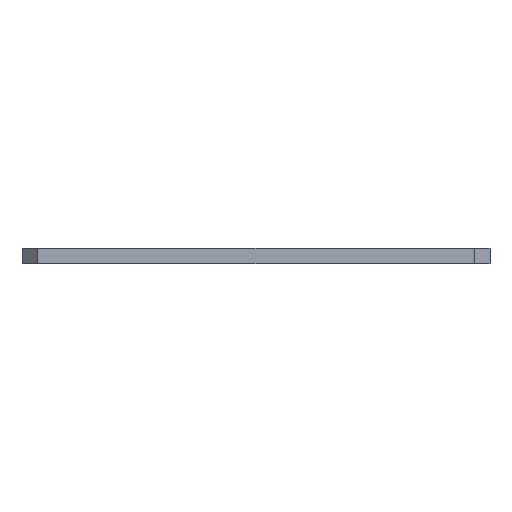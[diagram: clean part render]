
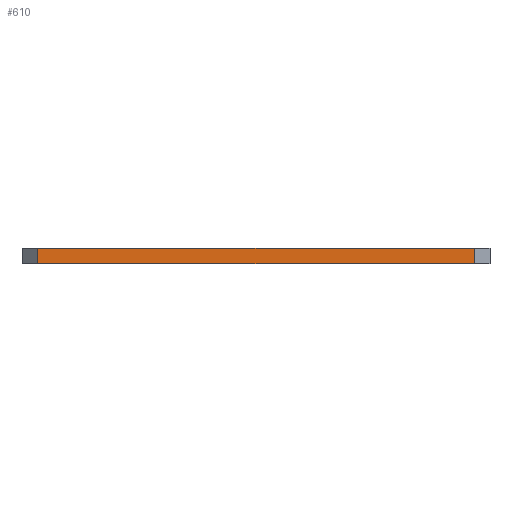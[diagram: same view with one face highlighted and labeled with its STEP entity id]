
A CAD part, front view. The second image highlights one B-rep face of the part: STEP entity #610.
In plain terms, the highlighted planar face has unit normal (0, -1, 0).
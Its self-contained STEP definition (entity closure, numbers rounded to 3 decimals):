
#84 = DIRECTION ( 'NONE',  ( 0., 0., -1. ) ) ;
#158 = ORIENTED_EDGE ( 'NONE', *, *, #1084, .F. ) ;
#160 = LINE ( 'NONE', #986, #766 ) ;
#162 = CARTESIAN_POINT ( 'NONE',  ( 58., -80., 0. ) ) ;
#194 = CARTESIAN_POINT ( 'NONE',  ( 0., -80., -2. ) ) ;
#200 = AXIS2_PLACEMENT_3D ( 'NONE', #194, #1168, #894 ) ;
#268 = VERTEX_POINT ( 'NONE', #563 ) ;
#301 = ORIENTED_EDGE ( 'NONE', *, *, #1059, .T. ) ;
#377 = LINE ( 'NONE', #741, #589 ) ;
#381 = PLANE ( 'NONE',  #200 ) ;
#409 = VECTOR ( 'NONE', #791, 1000. ) ;
#439 = CARTESIAN_POINT ( 'NONE',  ( 58., -80., -2. ) ) ;
#442 = DIRECTION ( 'NONE',  ( 0., 0., 1. ) ) ;
#494 = EDGE_CURVE ( 'NONE', #970, #997, #160, .T. ) ;
#512 = CARTESIAN_POINT ( 'NONE',  ( 2., -80., -2. ) ) ;
#563 = CARTESIAN_POINT ( 'NONE',  ( 2., -80., -2. ) ) ;
#589 = VECTOR ( 'NONE', #1104, 1000. ) ;
#610 = ADVANCED_FACE ( 'NONE', ( #991 ), #381, .F. ) ;
#666 = EDGE_LOOP ( 'NONE', ( #158, #1155, #744, #301 ) ) ;
#694 = CARTESIAN_POINT ( 'NONE',  ( 0., -80., 0. ) ) ;
#741 = CARTESIAN_POINT ( 'NONE',  ( 0., -80., -2. ) ) ;
#744 = ORIENTED_EDGE ( 'NONE', *, *, #977, .T. ) ;
#745 = VECTOR ( 'NONE', #84, 1000. ) ;
#759 = CARTESIAN_POINT ( 'NONE',  ( 2., -80., 0. ) ) ;
#766 = VECTOR ( 'NONE', #442, 1000. ) ;
#776 = LINE ( 'NONE', #694, #409 ) ;
#791 = DIRECTION ( 'NONE',  ( -1., 0., 0. ) ) ;
#831 = VERTEX_POINT ( 'NONE', #759 ) ;
#894 = DIRECTION ( 'NONE',  ( 0., 0., 1. ) ) ;
#970 = VERTEX_POINT ( 'NONE', #439 ) ;
#977 = EDGE_CURVE ( 'NONE', #997, #831, #776, .T. ) ;
#986 = CARTESIAN_POINT ( 'NONE',  ( 58., -80., -2. ) ) ;
#991 = FACE_OUTER_BOUND ( 'NONE', #666, .T. ) ;
#997 = VERTEX_POINT ( 'NONE', #162 ) ;
#1059 = EDGE_CURVE ( 'NONE', #831, #268, #1147, .T. ) ;
#1084 = EDGE_CURVE ( 'NONE', #970, #268, #377, .T. ) ;
#1104 = DIRECTION ( 'NONE',  ( -1., 0., 0. ) ) ;
#1147 = LINE ( 'NONE', #512, #745 ) ;
#1155 = ORIENTED_EDGE ( 'NONE', *, *, #494, .T. ) ;
#1168 = DIRECTION ( 'NONE',  ( 0., 1., 0. ) ) ;
